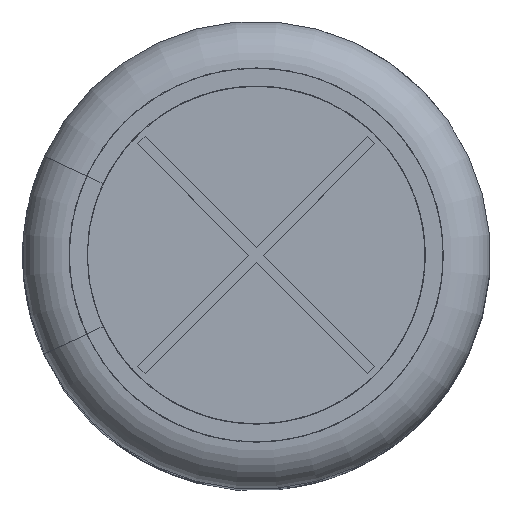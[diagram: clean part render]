
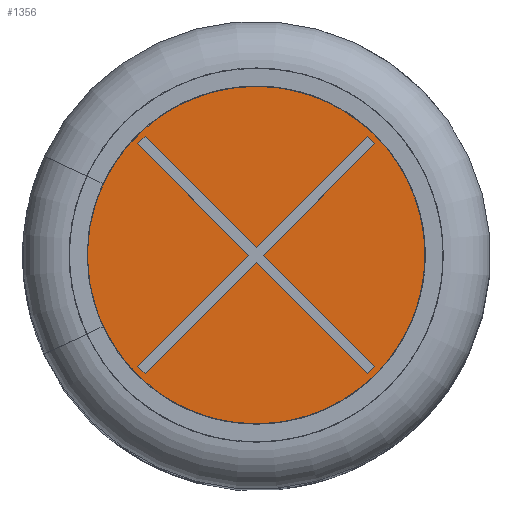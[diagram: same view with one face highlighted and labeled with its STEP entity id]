
A CAD part, top view. The second image highlights one B-rep face of the part: STEP entity #1356.
In plain terms, the highlighted planar face has unit normal (0, 0, 1).
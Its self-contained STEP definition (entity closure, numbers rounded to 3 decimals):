
#1356 = ADVANCED_FACE( '', ( #2915, #2916 ), #2917, .T. );
#2915 = FACE_OUTER_BOUND( '', #9569, .T. );
#2916 = FACE_BOUND( '', #9570, .T. );
#2917 = PLANE( '', #9571 );
#9569 = EDGE_LOOP( '', ( #15349 ) );
#9570 = EDGE_LOOP( '', ( #15350, #15351, #15352, #15353, #15354, #15355, #15356, #15357, #15358, #15359, #15360, #15361 ) );
#9571 = AXIS2_PLACEMENT_3D( '', #15362, #15363, #15364 );
#15349 = ORIENTED_EDGE( '', *, *, #17678, .F. );
#15350 = ORIENTED_EDGE( '', *, *, #16686, .T. );
#15351 = ORIENTED_EDGE( '', *, *, #17199, .T. );
#15352 = ORIENTED_EDGE( '', *, *, #16566, .T. );
#15353 = ORIENTED_EDGE( '', *, *, #16266, .T. );
#15354 = ORIENTED_EDGE( '', *, *, #17569, .T. );
#15355 = ORIENTED_EDGE( '', *, *, #17756, .T. );
#15356 = ORIENTED_EDGE( '', *, *, #17757, .T. );
#15357 = ORIENTED_EDGE( '', *, *, #17060, .T. );
#15358 = ORIENTED_EDGE( '', *, *, #17196, .T. );
#15359 = ORIENTED_EDGE( '', *, *, #16483, .T. );
#15360 = ORIENTED_EDGE( '', *, *, #16938, .T. );
#15361 = ORIENTED_EDGE( '', *, *, #16361, .T. );
#15362 = CARTESIAN_POINT( '', ( -6.399, 0., 35.28 ) );
#15363 = DIRECTION( '', ( 0., 0., 1. ) );
#15364 = DIRECTION( '', ( 1., 0., 0. ) );
#16266 = EDGE_CURVE( '', #18131, #18132, #18133, .T. );
#16361 = EDGE_CURVE( '', #18297, #18298, #18299, .T. );
#16483 = EDGE_CURVE( '', #18511, #18512, #18513, .T. );
#16566 = EDGE_CURVE( '', #18650, #18131, #18651, .T. );
#16686 = EDGE_CURVE( '', #18298, #18850, #18851, .T. );
#16938 = EDGE_CURVE( '', #18512, #18297, #19249, .T. );
#17060 = EDGE_CURVE( '', #19436, #19437, #19438, .T. );
#17196 = EDGE_CURVE( '', #19437, #18511, #19637, .T. );
#17199 = EDGE_CURVE( '', #18850, #18650, #19640, .T. );
#17569 = EDGE_CURVE( '', #18132, #20158, #20159, .T. );
#17678 = EDGE_CURVE( '', #20285, #20285, #20286, .T. );
#17756 = EDGE_CURVE( '', #20158, #20373, #20374, .T. );
#17757 = EDGE_CURVE( '', #20373, #19436, #20375, .T. );
#18131 = VERTEX_POINT( '', #21148 );
#18132 = VERTEX_POINT( '', #21149 );
#18133 = LINE( '', #21150, #21151 );
#18297 = VERTEX_POINT( '', #21573 );
#18298 = VERTEX_POINT( '', #21574 );
#18299 = LINE( '', #21575, #21576 );
#18511 = VERTEX_POINT( '', #21939 );
#18512 = VERTEX_POINT( '', #21940 );
#18513 = LINE( '', #21941, #21942 );
#18650 = VERTEX_POINT( '', #22291 );
#18651 = LINE( '', #22292, #22293 );
#18850 = VERTEX_POINT( '', #22682 );
#18851 = LINE( '', #22683, #22684 );
#19249 = LINE( '', #23879, #23880 );
#19436 = VERTEX_POINT( '', #24159 );
#19437 = VERTEX_POINT( '', #24160 );
#19438 = LINE( '', #24161, #24162 );
#19637 = LINE( '', #24534, #24535 );
#19640 = LINE( '', #24539, #24540 );
#20158 = VERTEX_POINT( '', #26180 );
#20159 = LINE( '', #26181, #26182 );
#20285 = VERTEX_POINT( '', #26598 );
#20286 = CIRCLE( '', #26599, 6.399 );
#20373 = VERTEX_POINT( '', #26838 );
#20374 = LINE( '', #26839, #26840 );
#20375 = LINE( '', #26841, #26842 );
#21148 = CARTESIAN_POINT( '', ( 3.801, 4.052, 35.28 ) );
#21149 = CARTESIAN_POINT( '', ( 4.052, 3.801, 35.28 ) );
#21150 = CARTESIAN_POINT( '', ( 4.052, 3.801, 35.28 ) );
#21151 = VECTOR( '', #27158, 1000. );
#21573 = CARTESIAN_POINT( '', ( -0.251, 0., 35.28 ) );
#21574 = CARTESIAN_POINT( '', ( -4.052, 3.801, 35.28 ) );
#21575 = CARTESIAN_POINT( '', ( -0.251, 0., 35.28 ) );
#21576 = VECTOR( '', #27254, 1000. );
#21939 = CARTESIAN_POINT( '', ( -3.801, -4.052, 35.28 ) );
#21940 = CARTESIAN_POINT( '', ( -4.052, -3.801, 35.28 ) );
#21941 = CARTESIAN_POINT( '', ( -3.801, -4.052, 35.28 ) );
#21942 = VECTOR( '', #27385, 1000. );
#22291 = CARTESIAN_POINT( '', ( 0., 0.251, 35.28 ) );
#22292 = CARTESIAN_POINT( '', ( 0., 0.251, 35.28 ) );
#22293 = VECTOR( '', #27458, 1000. );
#22682 = CARTESIAN_POINT( '', ( -3.801, 4.052, 35.28 ) );
#22683 = CARTESIAN_POINT( '', ( -3.801, 4.052, 35.28 ) );
#22684 = VECTOR( '', #27597, 1000. );
#23879 = CARTESIAN_POINT( '', ( -0.251, 0., 35.28 ) );
#23880 = VECTOR( '', #27846, 1000. );
#24159 = CARTESIAN_POINT( '', ( 3.801, -4.052, 35.28 ) );
#24160 = CARTESIAN_POINT( '', ( 0., -0.251, 35.28 ) );
#24161 = CARTESIAN_POINT( '', ( 0., -0.251, 35.28 ) );
#24162 = VECTOR( '', #27975, 1000. );
#24534 = CARTESIAN_POINT( '', ( 0., -0.251, 35.28 ) );
#24535 = VECTOR( '', #28117, 1000. );
#24539 = CARTESIAN_POINT( '', ( 0., 0.251, 35.28 ) );
#24540 = VECTOR( '', #28119, 1000. );
#26180 = CARTESIAN_POINT( '', ( 0.251, 0., 35.28 ) );
#26181 = CARTESIAN_POINT( '', ( 0.251, 0., 35.28 ) );
#26182 = VECTOR( '', #28485, 1000. );
#26598 = CARTESIAN_POINT( '', ( -6.399, 0., 35.28 ) );
#26599 = AXIS2_PLACEMENT_3D( '', #28547, #28548, #28549 );
#26838 = CARTESIAN_POINT( '', ( 4.052, -3.801, 35.28 ) );
#26839 = CARTESIAN_POINT( '', ( 0.251, 0., 35.28 ) );
#26840 = VECTOR( '', #28587, 1000. );
#26841 = CARTESIAN_POINT( '', ( 4.052, -3.801, 35.28 ) );
#26842 = VECTOR( '', #28588, 1000. );
#27158 = DIRECTION( '', ( 0.707, -0.707, 0. ) );
#27254 = DIRECTION( '', ( -0.707, 0.707, 0. ) );
#27385 = DIRECTION( '', ( -0.707, 0.707, 0. ) );
#27458 = DIRECTION( '', ( 0.707, 0.707, 0. ) );
#27597 = DIRECTION( '', ( 0.707, 0.707, 0. ) );
#27846 = DIRECTION( '', ( 0.707, 0.707, 0. ) );
#27975 = DIRECTION( '', ( -0.707, 0.707, 0. ) );
#28117 = DIRECTION( '', ( -0.707, -0.707, 0. ) );
#28119 = DIRECTION( '', ( 0.707, -0.707, 0. ) );
#28485 = DIRECTION( '', ( -0.707, -0.707, 0. ) );
#28547 = CARTESIAN_POINT( '', ( 0., 0., 35.28 ) );
#28548 = DIRECTION( '', ( 0., 0., -1. ) );
#28549 = DIRECTION( '', ( -1., 0., 0. ) );
#28587 = DIRECTION( '', ( 0.707, -0.707, 0. ) );
#28588 = DIRECTION( '', ( -0.707, -0.707, 0. ) );
